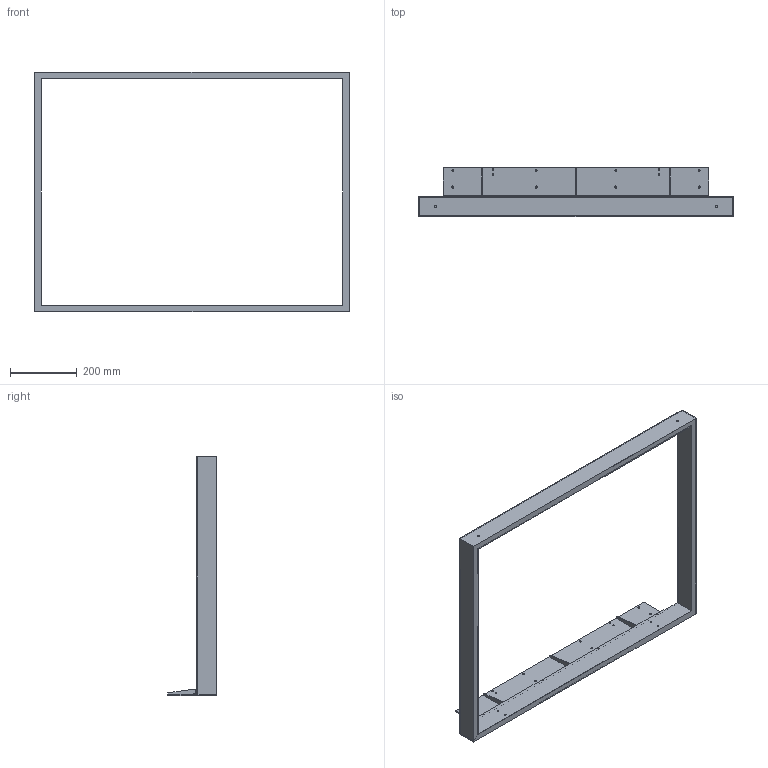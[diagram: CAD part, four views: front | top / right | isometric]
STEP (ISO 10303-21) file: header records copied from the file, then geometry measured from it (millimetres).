
FILE_DESCRIPTION(('STEP AP214'),'1');
FILE_NAME('3033103 EBB Tischkufe schwarz.stp','2025-08-04T11:48:45',(' '),(' '),'Spatial InterOp 3D',' ',' ');
FILE_SCHEMA(('AUTOMOTIVE_DESIGN { 1 0 10303 214 1 1 1 1 }'));
Length unit declared in the file: millimetre
Products named in the file (1): Querrohr 60x20x4
Bounding box: 946 x 150 x 720 mm (x, y, z)
Volume: 1457818.8 mm3; surface area: 1138764.4 mm2
Topology: 1 solids, 1 shells, 101 faces, 290 edges, 194 vertices
Faces by surface type: plane 54, cylinder 47
Full cylindrical faces by diameter (mm): 4.917 x12, 5 x8, 6.1 x16, 6.647 x2
Entity records: 3906 total; most frequent: DIRECTION 534, CARTESIAN_POINT 500, ORIENTED_EDGE 456, EDGE_CURVE 228, EDGE_LOOP 210, AXIS2_PLACEMENT_3D 204, VERTEX_POINT 170, FACE_BOUND 147
